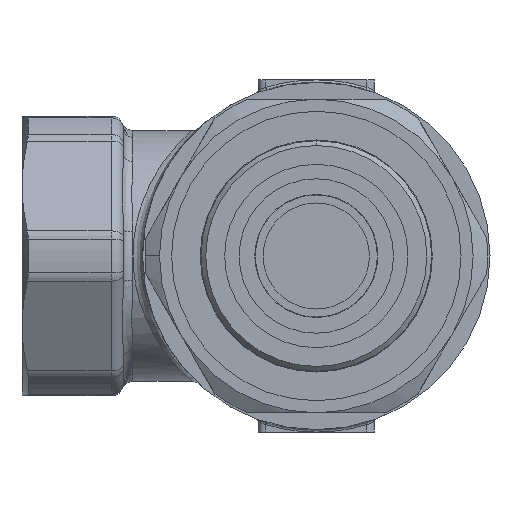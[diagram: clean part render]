
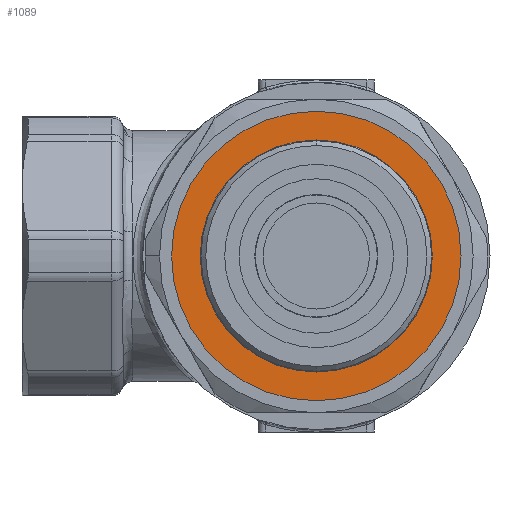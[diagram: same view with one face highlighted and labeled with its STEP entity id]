
A CAD part, front view. The second image highlights one B-rep face of the part: STEP entity #1089.
In plain terms, the highlighted planar face has unit normal (0, -1, 0).
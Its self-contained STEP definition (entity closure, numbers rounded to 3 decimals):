
#1089 = ADVANCED_FACE ( 'NONE', ( #25808, #25103 ), #4104, .T. ) ;
#1913 = ORIENTED_EDGE ( 'NONE', *, *, #18860, .F. ) ;
#1941 = CARTESIAN_POINT ( 'NONE',  ( 30., -79.174, 0. ) ) ;
#3198 = CARTESIAN_POINT ( 'NONE',  ( 0., -79.174, 24.05 ) ) ;
#4104 = PLANE ( 'NONE',  #21760 ) ;
#4197 = DIRECTION ( 'NONE',  ( 0., 0., -1. ) ) ;
#4651 = CARTESIAN_POINT ( 'NONE',  ( 0., -79.174, -24.05 ) ) ;
#5175 = DIRECTION ( 'NONE',  ( 0., -1., 0. ) ) ;
#6015 = CARTESIAN_POINT ( 'NONE',  ( 0., -79.174, 0. ) ) ;
#6572 = VERTEX_POINT ( 'NONE', #4651 ) ;
#7296 = DIRECTION ( 'NONE',  ( 0., -1., 0. ) ) ;
#7653 = AXIS2_PLACEMENT_3D ( 'NONE', #6015, #21513, #8228 ) ;
#8228 = DIRECTION ( 'NONE',  ( 0., 0., -1. ) ) ;
#8504 = EDGE_CURVE ( 'NONE', #10020, #8656, #22154, .T. ) ;
#8656 = VERTEX_POINT ( 'NONE', #27622 ) ;
#10020 = VERTEX_POINT ( 'NONE', #11795 ) ;
#11084 = AXIS2_PLACEMENT_3D ( 'NONE', #20595, #7296, #22804 ) ;
#11795 = CARTESIAN_POINT ( 'NONE',  ( 0., -79.174, -30. ) ) ;
#12674 = EDGE_CURVE ( 'NONE', #8656, #10020, #22788, .T. ) ;
#12777 = VERTEX_POINT ( 'NONE', #3198 ) ;
#12848 = CARTESIAN_POINT ( 'NONE',  ( 0., -79.174, 0. ) ) ;
#15118 = DIRECTION ( 'NONE',  ( 0., 0., -1. ) ) ;
#17163 = ORIENTED_EDGE ( 'NONE', *, *, #12674, .T. ) ;
#17447 = CIRCLE ( 'NONE', #7653, 24.05 ) ;
#17491 = DIRECTION ( 'NONE',  ( 0., -1., 0. ) ) ;
#18443 = CARTESIAN_POINT ( 'NONE',  ( 0., -79.174, 0. ) ) ;
#18700 = ORIENTED_EDGE ( 'NONE', *, *, #25889, .F. ) ;
#18860 = EDGE_CURVE ( 'NONE', #6572, #12777, #17447, .T. ) ;
#20431 = AXIS2_PLACEMENT_3D ( 'NONE', #12848, #28391, #15118 ) ;
#20595 = CARTESIAN_POINT ( 'NONE',  ( 0., -79.174, 0. ) ) ;
#20673 = DIRECTION ( 'NONE',  ( 0., 0., -1. ) ) ;
#21513 = DIRECTION ( 'NONE',  ( 0., -1., 0. ) ) ;
#21687 = CIRCLE ( 'NONE', #20431, 24.05 ) ;
#21760 = AXIS2_PLACEMENT_3D ( 'NONE', #1941, #17491, #4197 ) ;
#22154 = CIRCLE ( 'NONE', #11084, 30. ) ;
#22610 = EDGE_LOOP ( 'NONE', ( #24074, #17163 ) ) ;
#22788 = CIRCLE ( 'NONE', #23980, 30. ) ;
#22804 = DIRECTION ( 'NONE',  ( 0., 0., -1. ) ) ;
#23980 = AXIS2_PLACEMENT_3D ( 'NONE', #18443, #5175, #20673 ) ;
#24074 = ORIENTED_EDGE ( 'NONE', *, *, #8504, .T. ) ;
#25103 = FACE_BOUND ( 'NONE', #25634, .T. ) ;
#25634 = EDGE_LOOP ( 'NONE', ( #18700, #1913 ) ) ;
#25808 = FACE_OUTER_BOUND ( 'NONE', #22610, .T. ) ;
#25889 = EDGE_CURVE ( 'NONE', #12777, #6572, #21687, .T. ) ;
#27622 = CARTESIAN_POINT ( 'NONE',  ( 0., -79.174, 30. ) ) ;
#28391 = DIRECTION ( 'NONE',  ( 0., -1., 0. ) ) ;
